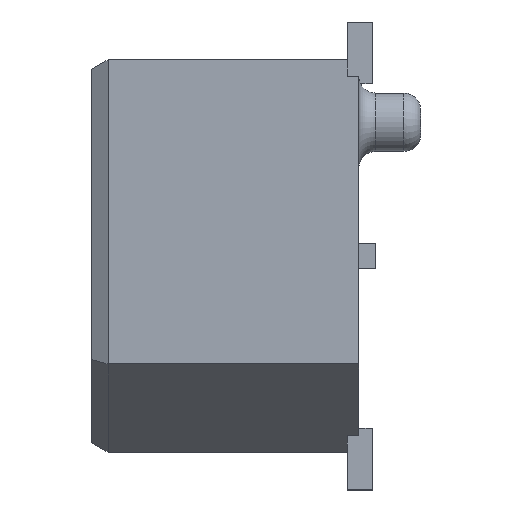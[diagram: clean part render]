
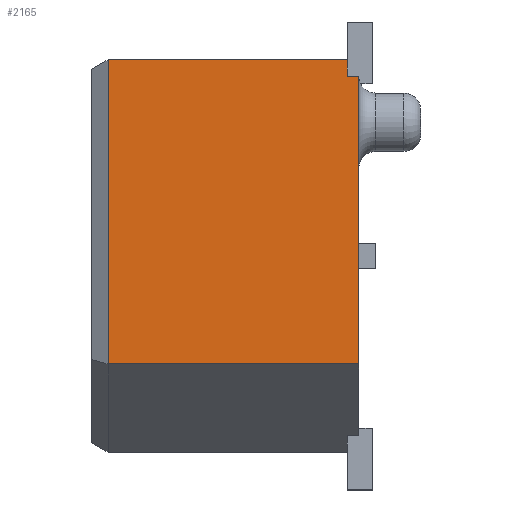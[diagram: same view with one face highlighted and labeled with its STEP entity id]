
A CAD part, left-side view. The second image highlights one B-rep face of the part: STEP entity #2165.
In plain terms, the highlighted planar face has unit normal (-1, 0, 0).
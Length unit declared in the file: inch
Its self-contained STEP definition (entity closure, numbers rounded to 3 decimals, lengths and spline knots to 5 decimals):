
#1593 = VERTEX_POINT ( 'NONE', #16036 ) ;
#1600 = EDGE_CURVE ( 'NONE', #1601, #1593, #16021, .T. ) ;
#1601 = VERTEX_POINT ( 'NONE', #16017 ) ;
#2022 = EDGE_CURVE ( 'NONE', #2042, #1593, #16727, .T. ) ;
#2039 = VERTEX_POINT ( 'NONE', #16760 ) ;
#2041 = EDGE_CURVE ( 'NONE', #2039, #2042, #16759, .T. ) ;
#2042 = VERTEX_POINT ( 'NONE', #16755 ) ;
#2161 = EDGE_CURVE ( 'NONE', #2162, #1601, #16958, .T. ) ;
#2162 = VERTEX_POINT ( 'NONE', #16954 ) ;
#2165 = ADVANCED_FACE ( 'NONE', ( #16949 ), #16948, .F. ) ;
#2166 = EDGE_LOOP ( 'NONE', ( #2167, #2168, #2235, #2237, #2239, #2240 ) ) ;
#2167 = ORIENTED_EDGE ( 'NONE', *, *, #2022, .F. ) ;
#2168 = ORIENTED_EDGE ( 'NONE', *, *, #2041, .F. ) ;
#2169 = VERTEX_POINT ( 'NONE', #16943 ) ;
#2235 = ORIENTED_EDGE ( 'NONE', *, *, #2236, .F. ) ;
#2236 = EDGE_CURVE ( 'NONE', #2169, #2039, #17039, .T. ) ;
#2237 = ORIENTED_EDGE ( 'NONE', *, *, #2238, .T. ) ;
#2238 = EDGE_CURVE ( 'NONE', #2169, #2162, #17035, .T. ) ;
#2239 = ORIENTED_EDGE ( 'NONE', *, *, #2161, .T. ) ;
#2240 = ORIENTED_EDGE ( 'NONE', *, *, #1600, .T. ) ;
#16017 = CARTESIAN_POINT ( 'NONE',  ( -0.39375, 0., -0.06458 ) ) ;
#16018 = DIRECTION ( 'NONE',  ( 0., 0., 1. ) ) ;
#16019 = VECTOR ( 'NONE', #16018, 39.37008 ) ;
#16020 = CARTESIAN_POINT ( 'NONE',  ( -0.39375, 0., -0.06458 ) ) ;
#16021 = LINE ( 'NONE', #16020, #16019 ) ;
#16036 = CARTESIAN_POINT ( 'NONE',  ( -0.39375, 0., 0.1075 ) ) ;
#16724 = DIRECTION ( 'NONE',  ( 0., -1., 0. ) ) ;
#16725 = VECTOR ( 'NONE', #16724, 39.37008 ) ;
#16726 = CARTESIAN_POINT ( 'NONE',  ( -0.39375, 0.007, 0.1075 ) ) ;
#16727 = LINE ( 'NONE', #16726, #16725 ) ;
#16755 = CARTESIAN_POINT ( 'NONE',  ( -0.39375, 0.007, 0.1075 ) ) ;
#16756 = DIRECTION ( 'NONE',  ( 0., 0., -1. ) ) ;
#16757 = VECTOR ( 'NONE', #16756, 39.37008 ) ;
#16758 = CARTESIAN_POINT ( 'NONE',  ( -0.39375, 0.007, 0.1175 ) ) ;
#16759 = LINE ( 'NONE', #16758, #16757 ) ;
#16760 = CARTESIAN_POINT ( 'NONE',  ( -0.39375, 0.007, 0.1175 ) ) ;
#16943 = CARTESIAN_POINT ( 'NONE',  ( -0.39375, 0.15, 0.1175 ) ) ;
#16944 = DIRECTION ( 'NONE',  ( 0., 0., -1. ) ) ;
#16945 = DIRECTION ( 'NONE',  ( 1., 0., 0. ) ) ;
#16946 = CARTESIAN_POINT ( 'NONE',  ( -0.39375, 0.16, -0.06458 ) ) ;
#16947 = AXIS2_PLACEMENT_3D ( 'NONE', #16946, #16945, #16944 ) ;
#16948 = PLANE ( 'NONE',  #16947 ) ;
#16949 = FACE_OUTER_BOUND ( 'NONE', #2166, .T. ) ;
#16954 = CARTESIAN_POINT ( 'NONE',  ( -0.39375, 0.15, -0.06458 ) ) ;
#16955 = DIRECTION ( 'NONE',  ( 0., -1., 0. ) ) ;
#16956 = VECTOR ( 'NONE', #16955, 39.37008 ) ;
#16957 = CARTESIAN_POINT ( 'NONE',  ( -0.39375, 0.16, -0.06458 ) ) ;
#16958 = LINE ( 'NONE', #16957, #16956 ) ;
#17032 = DIRECTION ( 'NONE',  ( 0., 0., -1. ) ) ;
#17033 = VECTOR ( 'NONE', #17032, 39.37008 ) ;
#17034 = CARTESIAN_POINT ( 'NONE',  ( -0.39375, 0.15, -0.06458 ) ) ;
#17035 = LINE ( 'NONE', #17034, #17033 ) ;
#17036 = DIRECTION ( 'NONE',  ( 0., -1., 0. ) ) ;
#17037 = VECTOR ( 'NONE', #17036, 39.37008 ) ;
#17038 = CARTESIAN_POINT ( 'NONE',  ( -0.39375, 0.16, 0.1175 ) ) ;
#17039 = LINE ( 'NONE', #17038, #17037 ) ;
